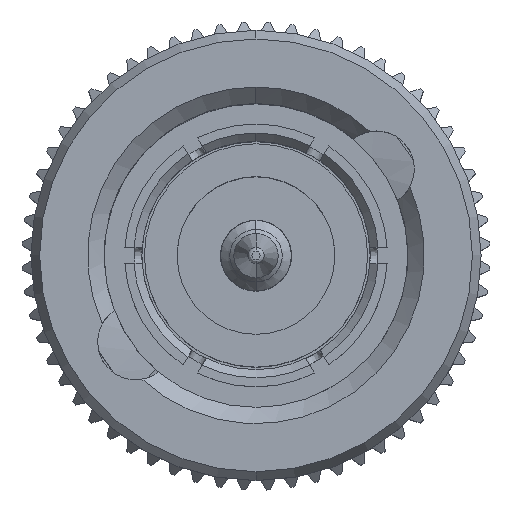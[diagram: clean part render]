
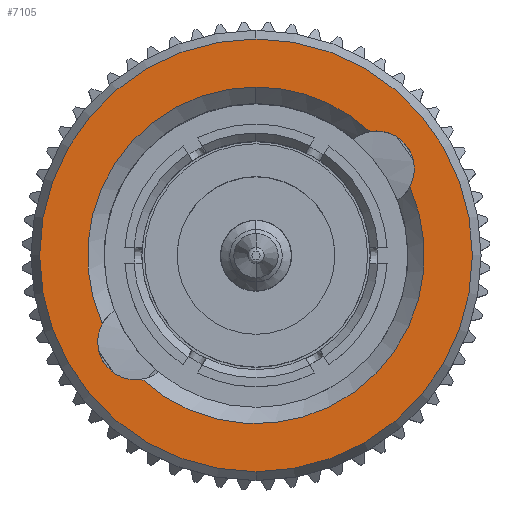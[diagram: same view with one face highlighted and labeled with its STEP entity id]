
A CAD part, top view. The second image highlights one B-rep face of the part: STEP entity #7105.
In plain terms, the highlighted face is planar.
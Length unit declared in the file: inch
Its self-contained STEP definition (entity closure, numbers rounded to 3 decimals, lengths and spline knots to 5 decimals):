
#200 = CARTESIAN_POINT ( 'NONE',  ( 0.33873, 0.14666, -0.10533 ) ) ;
#810 = CARTESIAN_POINT ( 'NONE',  ( 0.33873, 0., 0. ) ) ;
#814 = FACE_OUTER_BOUND ( 'NONE', #16879, .T. ) ;
#1674 = EDGE_CURVE ( 'NONE', #7922, #11688, #12450, .T. ) ;
#1962 = CIRCLE ( 'NONE', #19014, 0.26339 ) ;
#1992 = CIRCLE ( 'NONE', #4169, 0.04611 ) ;
#2184 = CIRCLE ( 'NONE', #7139, 0.20494 ) ;
#2394 = ORIENTED_EDGE ( 'NONE', *, *, #12345, .T. ) ;
#2562 = EDGE_CURVE ( 'NONE', #9753, #17449, #1962, .T. ) ;
#3485 = AXIS2_PLACEMENT_3D ( 'NONE', #12975, #11539, #13084 ) ;
#3833 = ORIENTED_EDGE ( 'NONE', *, *, #3865, .T. ) ;
#3865 = EDGE_CURVE ( 'NONE', #11688, #8256, #6605, .T. ) ;
#4111 = ORIENTED_EDGE ( 'NONE', *, *, #1674, .T. ) ;
#4169 = AXIS2_PLACEMENT_3D ( 'NONE', #200, #7291, #15026 ) ;
#4290 = EDGE_CURVE ( 'NONE', #17449, #9753, #16411, .T. ) ;
#4312 = EDGE_CURVE ( 'NONE', #8114, #10201, #17972, .T. ) ;
#4692 = AXIS2_PLACEMENT_3D ( 'NONE', #17603, #19048, #6122 ) ;
#5236 = EDGE_CURVE ( 'NONE', #9465, #7922, #2184, .T. ) ;
#5263 = DIRECTION ( 'NONE',  ( 1., 0., 0. ) ) ;
#5319 = CIRCLE ( 'NONE', #4692, 0.04611 ) ;
#5557 = DIRECTION ( 'NONE',  ( 1., 0., 0. ) ) ;
#5766 = DIRECTION ( 'NONE',  ( 0., 0., -1. ) ) ;
#6122 = DIRECTION ( 'NONE',  ( 0., 0., 1. ) ) ;
#6306 = CARTESIAN_POINT ( 'NONE',  ( 0.33873, 0.18721, -0.08339 ) ) ;
#6605 = CIRCLE ( 'NONE', #14658, 0.04611 ) ;
#6736 = CARTESIAN_POINT ( 'NONE',  ( 0.33873, -0.13882, 0.15077 ) ) ;
#6847 = AXIS2_PLACEMENT_3D ( 'NONE', #9751, #5263, #11195 ) ;
#7105 = ADVANCED_FACE ( 'NONE', ( #14101, #814 ), #12168, .F. ) ;
#7114 = CARTESIAN_POINT ( 'NONE',  ( 0.33873, 0., 0. ) ) ;
#7139 = AXIS2_PLACEMENT_3D ( 'NONE', #9005, #13639, #12086 ) ;
#7291 = DIRECTION ( 'NONE',  ( 1., 0., 0. ) ) ;
#7922 = VERTEX_POINT ( 'NONE', #9302 ) ;
#8114 = VERTEX_POINT ( 'NONE', #16194 ) ;
#8256 = VERTEX_POINT ( 'NONE', #10477 ) ;
#9005 = CARTESIAN_POINT ( 'NONE',  ( 0.33873, 0., 0. ) ) ;
#9025 = ORIENTED_EDGE ( 'NONE', *, *, #4312, .T. ) ;
#9271 = AXIS2_PLACEMENT_3D ( 'NONE', #17502, #10116, #16019 ) ;
#9283 = EDGE_CURVE ( 'NONE', #10201, #9465, #1992, .T. ) ;
#9302 = CARTESIAN_POINT ( 'NONE',  ( 0.33873, 0., 0.20494 ) ) ;
#9465 = VERTEX_POINT ( 'NONE', #6306 ) ;
#9751 = CARTESIAN_POINT ( 'NONE',  ( 0.33873, 0., -0.26339 ) ) ;
#9753 = VERTEX_POINT ( 'NONE', #11244 ) ;
#10116 = DIRECTION ( 'NONE',  ( 1., 0., 0. ) ) ;
#10201 = VERTEX_POINT ( 'NONE', #12951 ) ;
#10477 = CARTESIAN_POINT ( 'NONE',  ( 0.33873, -0.14666, 0.15144 ) ) ;
#11195 = DIRECTION ( 'NONE',  ( 0., 0., -1. ) ) ;
#11244 = CARTESIAN_POINT ( 'NONE',  ( 0.33873, 0., -0.26339 ) ) ;
#11539 = DIRECTION ( 'NONE',  ( 1., 0., 0. ) ) ;
#11688 = VERTEX_POINT ( 'NONE', #6736 ) ;
#11737 = DIRECTION ( 'NONE',  ( 1., 0., 0. ) ) ;
#12086 = DIRECTION ( 'NONE',  ( 0., 0., 1. ) ) ;
#12168 = PLANE ( 'NONE',  #6847 ) ;
#12239 = EDGE_LOOP ( 'NONE', ( #9025, #18571, #15363, #4111, #3833, #2394 ) ) ;
#12345 = EDGE_CURVE ( 'NONE', #8256, #8114, #5319, .T. ) ;
#12450 = CIRCLE ( 'NONE', #3485, 0.20494 ) ;
#12951 = CARTESIAN_POINT ( 'NONE',  ( 0.33873, 0.13882, -0.15077 ) ) ;
#12975 = CARTESIAN_POINT ( 'NONE',  ( 0.33873, 0., 0. ) ) ;
#13084 = DIRECTION ( 'NONE',  ( 0., 0., 1. ) ) ;
#13207 = DIRECTION ( 'NONE',  ( 1., 0., 0. ) ) ;
#13639 = DIRECTION ( 'NONE',  ( 1., 0., 0. ) ) ;
#13913 = AXIS2_PLACEMENT_3D ( 'NONE', #810, #13207, #14538 ) ;
#13950 = ORIENTED_EDGE ( 'NONE', *, *, #4290, .F. ) ;
#14101 = FACE_BOUND ( 'NONE', #12239, .T. ) ;
#14450 = DIRECTION ( 'NONE',  ( 0., 0., 1. ) ) ;
#14538 = DIRECTION ( 'NONE',  ( 0., 0., -1. ) ) ;
#14658 = AXIS2_PLACEMENT_3D ( 'NONE', #17674, #11737, #14450 ) ;
#15026 = DIRECTION ( 'NONE',  ( 0., 0., 1. ) ) ;
#15363 = ORIENTED_EDGE ( 'NONE', *, *, #5236, .T. ) ;
#15374 = ORIENTED_EDGE ( 'NONE', *, *, #2562, .F. ) ;
#16019 = DIRECTION ( 'NONE',  ( 0., 0., 1. ) ) ;
#16194 = CARTESIAN_POINT ( 'NONE',  ( 0.33873, -0.18721, 0.08339 ) ) ;
#16411 = CIRCLE ( 'NONE', #13913, 0.26339 ) ;
#16879 = EDGE_LOOP ( 'NONE', ( #15374, #13950 ) ) ;
#17231 = CARTESIAN_POINT ( 'NONE',  ( 0.33873, 0., 0.26339 ) ) ;
#17449 = VERTEX_POINT ( 'NONE', #17231 ) ;
#17502 = CARTESIAN_POINT ( 'NONE',  ( 0.33873, 0., 0. ) ) ;
#17603 = CARTESIAN_POINT ( 'NONE',  ( 0.33873, -0.14666, 0.10533 ) ) ;
#17674 = CARTESIAN_POINT ( 'NONE',  ( 0.33873, -0.14666, 0.10533 ) ) ;
#17972 = CIRCLE ( 'NONE', #9271, 0.20494 ) ;
#18571 = ORIENTED_EDGE ( 'NONE', *, *, #9283, .T. ) ;
#19014 = AXIS2_PLACEMENT_3D ( 'NONE', #7114, #5557, #5766 ) ;
#19048 = DIRECTION ( 'NONE',  ( 1., 0., 0. ) ) ;
